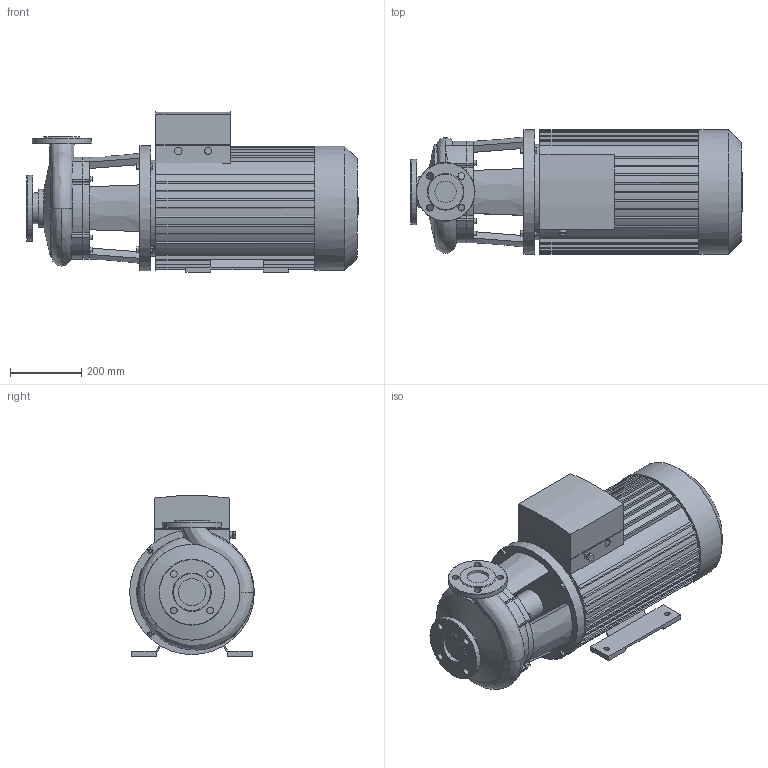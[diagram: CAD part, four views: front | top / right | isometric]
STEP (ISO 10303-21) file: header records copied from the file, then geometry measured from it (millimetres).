
FILE_DESCRIPTION(/* description */ (''),/* implementation_level */ '2;1');
FILE_NAME(/* name */ '3d_BL50_220-22_2-2121160.stp',/* time_stamp */ '2017-11-06T15:09:09+01:00',/* author */ ('Andrzej'),/* organization */ (''),/* preprocessor_version */ 'ST-DEVELOPER v16.13',/* originating_system */ 'AutoCAD Mechanical',/* authorisation */ '');
FILE_SCHEMA (('AUTOMOTIVE_DESIGN { 1 0 10303 214 3 1 1 }'));
Length unit declared in the file: millimetre
Products named in the file (1): Product
Bounding box: 932 x 350 x 451.17 mm (x, y, z)
Volume: 71321266.6 mm3; surface area: 2309337.6 mm2
Topology: 10 solids, 10 shells, 521 faces, 1343 edges, 874 vertices
Faces by surface type: plane 308, cylinder 162, bspline 31, cone 16, torus 4
Full cylindrical faces by diameter (mm): 10 x4, 13 x8, 15 x4, 16 x1, 19 x8, 20 x4, 60.3 x1, 76.1 x1, 80 x1, 86.1 x1, 106.1 x1, 165 x1, 185 x1, 269 x1, 349 x1, 350 x1
Entity records: 20142 total; most frequent: CARTESIAN_POINT 7462, DIRECTION 2590, ORIENTED_EDGE 2570, EDGE_CURVE 1285, AXIS2_PLACEMENT_3D 903, VERTEX_POINT 867, LINE 784, VECTOR 784
